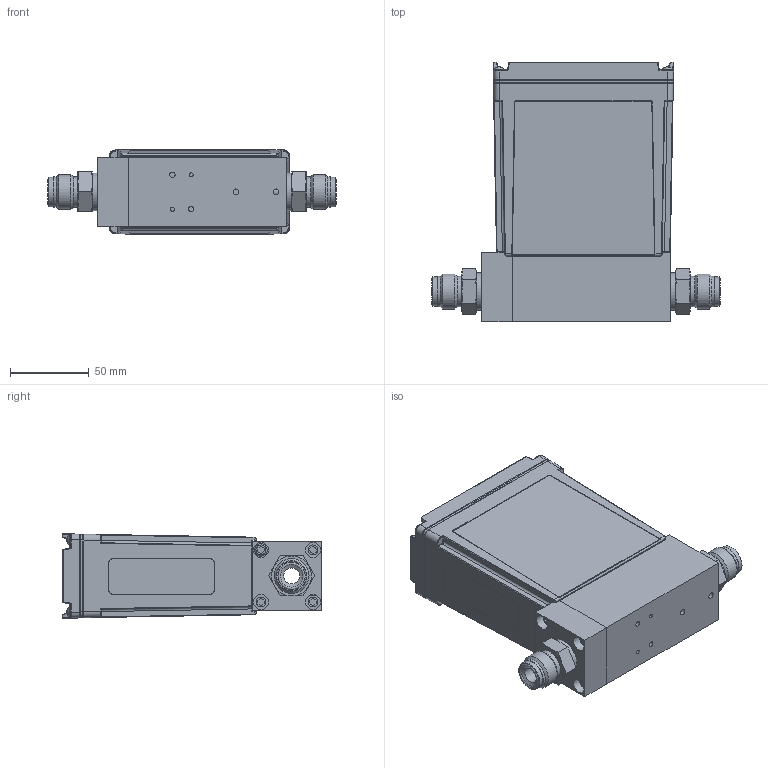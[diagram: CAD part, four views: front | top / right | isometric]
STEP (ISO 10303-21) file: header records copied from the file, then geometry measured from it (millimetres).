
FILE_DESCRIPTION (( 'STEP AP214' ), '1' );
FILE_NAME ('G250-8VCR-15Pin-4-20VDC.STEP', '2016-01-14T14:55:47', ( 'MKS' ), ( 'MKS' ), 'SwSTEP 2.0', 'SolidWorks 2012', '' );
FILE_SCHEMA (( 'AUTOMOTIVE_DESIGN' ));
Length unit declared in the file: inch
Products named in the file (1): G250-8VCR-15Pin-4-20VDC
Bounding box: 182.9 x 164.52 x 53.57 mm (x, y, z)
Surface area: 107018.9 mm2 (no closed solid volume)
Topology: 0 solids, 60 shells, 639 faces, 2353 edges, 1724 vertices
Faces by surface type: plane 294, cylinder 216, bspline 77, cone 27, sphere 15, torus 10
Full cylindrical faces by diameter (mm): 0.61 x15, 2.261 x2, 2.5 x2, 3.2 x1, 3.454 x2, 3.797 x2, 4.064 x2, 5.944 x4, 6.147 x4, 7.62 x2, 9.525 x4, 10.16 x2, 14.224 x1, 18.796 x2, 19.38 x4, 22.149 x2, 23.876 x2
Entity records: 37311 total; most frequent: CARTESIAN_POINT 10967, DIRECTION 3420, ORIENTED_EDGE 3269, EDGE_CURVE 2253, VERTEX_POINT 1718, LINE 1242, VECTOR 1242, AXIS2_PLACEMENT_3D 1089
